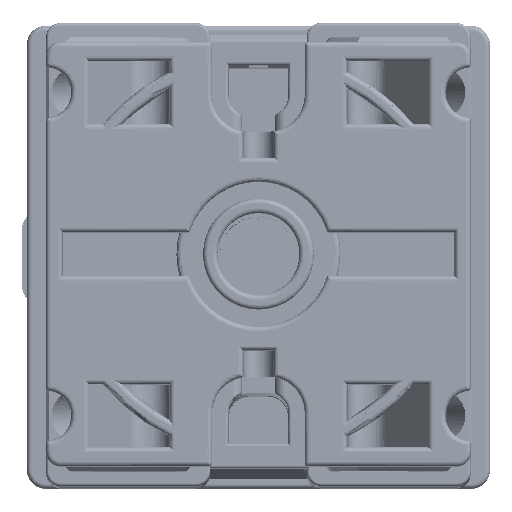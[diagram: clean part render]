
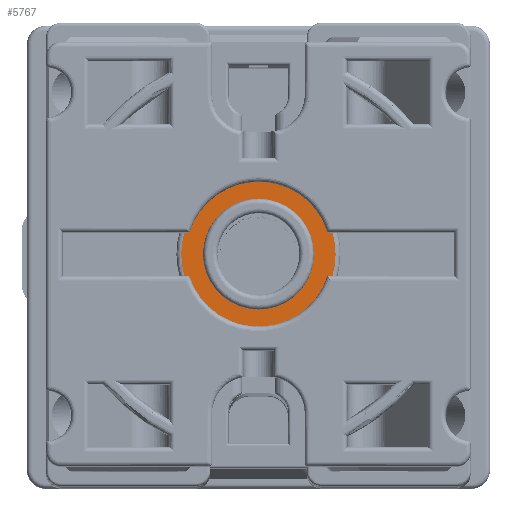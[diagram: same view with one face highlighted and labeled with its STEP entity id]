
A CAD part, top view. The second image highlights one B-rep face of the part: STEP entity #5767.
In plain terms, the highlighted planar face has unit normal (0, 0, 1).
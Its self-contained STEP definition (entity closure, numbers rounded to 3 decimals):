
#5490 = EDGE_CURVE ( 'NONE', #59036, #58971, #20674, .T. ) ;
#5497 = EDGE_CURVE ( 'NONE', #31933, #31937, #20689, .T. ) ;
#5499 = EDGE_CURVE ( 'NONE', #58995, #58969, #20699, .T. ) ;
#5501 = EDGE_CURVE ( 'NONE', #58953, #58969, #20695, .T. ) ;
#5503 = EDGE_CURVE ( 'NONE', #58949, #58953, #20697, .T. ) ;
#5505 = EDGE_CURVE ( 'NONE', #58949, #58933, #20718, .T. ) ;
#5507 = EDGE_CURVE ( 'NONE', #58989, #58933, #20741, .T. ) ;
#5509 = EDGE_CURVE ( 'NONE', #59036, #58989, #20747, .T. ) ;
#5511 = EDGE_CURVE ( 'NONE', #58971, #58995, #20753, .T. ) ;
#5767 = ADVANCED_FACE ( 'NONE', ( #21911, #21919 ), #24160, .T. ) ;
#20674 = CIRCLE ( 'NONE', #67506, 7.5 ) ;
#20689 = CIRCLE ( 'NONE', #67511, 5.75 ) ;
#20695 = LINE ( 'NONE', #71003, #20703 ) ;
#20697 = CIRCLE ( 'NONE', #67513, 7.5 ) ;
#20699 = CIRCLE ( 'NONE', #67514, 8. ) ;
#20703 = VECTOR ( 'NONE', #71005, 1000. ) ;
#20714 = VECTOR ( 'NONE', #71034, 1000. ) ;
#20718 = LINE ( 'NONE', #71032, #20714 ) ;
#20741 = CIRCLE ( 'NONE', #67519, 8. ) ;
#20743 = VECTOR ( 'NONE', #71062, 1000. ) ;
#20745 = VECTOR ( 'NONE', #71074, 1000. ) ;
#20747 = LINE ( 'NONE', #71061, #20743 ) ;
#20753 = LINE ( 'NONE', #71072, #20745 ) ;
#21911 = FACE_BOUND ( 'NONE', #25079, .T. ) ;
#21919 = FACE_OUTER_BOUND ( 'NONE', #25102, .T. ) ;
#24152 = CARTESIAN_POINT ( 'NONE',  ( 0., 0., 5.2 ) ) ;
#24160 = PLANE ( 'NONE',  #67715 ) ;
#24162 = DIRECTION ( 'NONE',  ( 0., 0., 1. ) ) ;
#24163 = DIRECTION ( 'NONE',  ( 1., 0., 0. ) ) ;
#25079 = EDGE_LOOP ( 'NONE', ( #45612, #45613 ) ) ;
#25102 = EDGE_LOOP ( 'NONE', ( #45614, #45615, #45616, #45617, #45618, #45619, #45620, #45621 ) ) ;
#30387 = EDGE_CURVE ( 'NONE', #31937, #31933, #75953, .T. ) ;
#31933 = VERTEX_POINT ( 'NONE', #34766 ) ;
#31937 = VERTEX_POINT ( 'NONE', #34773 ) ;
#34766 = CARTESIAN_POINT ( 'NONE',  ( -5.75, 0., 5.2 ) ) ;
#34773 = CARTESIAN_POINT ( 'NONE',  ( 5.75, 0., 5.2 ) ) ;
#39758 = CARTESIAN_POINT ( 'NONE',  ( 7.677, -2.25, 5.2 ) ) ;
#39772 = CARTESIAN_POINT ( 'NONE',  ( 7.155, -2.25, 5.2 ) ) ;
#39776 = CARTESIAN_POINT ( 'NONE',  ( -7.155, -2.25, 5.2 ) ) ;
#39804 = CARTESIAN_POINT ( 'NONE',  ( -7.677, -2.25, 5.2 ) ) ;
#39808 = CARTESIAN_POINT ( 'NONE',  ( -7.155, 2.25, 5.2 ) ) ;
#39833 = CARTESIAN_POINT ( 'NONE',  ( 7.677, 2.25, 5.2 ) ) ;
#39839 = CARTESIAN_POINT ( 'NONE',  ( -7.677, 2.25, 5.2 ) ) ;
#39880 = CARTESIAN_POINT ( 'NONE',  ( 7.155, 2.25, 5.2 ) ) ;
#45612 = ORIENTED_EDGE ( 'NONE', *, *, #30387, .F. ) ;
#45613 = ORIENTED_EDGE ( 'NONE', *, *, #5497, .F. ) ;
#45614 = ORIENTED_EDGE ( 'NONE', *, *, #5499, .T. ) ;
#45615 = ORIENTED_EDGE ( 'NONE', *, *, #5501, .F. ) ;
#45616 = ORIENTED_EDGE ( 'NONE', *, *, #5503, .F. ) ;
#45617 = ORIENTED_EDGE ( 'NONE', *, *, #5505, .T. ) ;
#45618 = ORIENTED_EDGE ( 'NONE', *, *, #5507, .F. ) ;
#45619 = ORIENTED_EDGE ( 'NONE', *, *, #5509, .F. ) ;
#45620 = ORIENTED_EDGE ( 'NONE', *, *, #5490, .T. ) ;
#45621 = ORIENTED_EDGE ( 'NONE', *, *, #5511, .T. ) ;
#58933 = VERTEX_POINT ( 'NONE', #39758 ) ;
#58949 = VERTEX_POINT ( 'NONE', #39772 ) ;
#58953 = VERTEX_POINT ( 'NONE', #39776 ) ;
#58969 = VERTEX_POINT ( 'NONE', #39804 ) ;
#58971 = VERTEX_POINT ( 'NONE', #39808 ) ;
#58989 = VERTEX_POINT ( 'NONE', #39833 ) ;
#58995 = VERTEX_POINT ( 'NONE', #39839 ) ;
#59036 = VERTEX_POINT ( 'NONE', #39880 ) ;
#61112 = AXIS2_PLACEMENT_3D ( 'NONE', #77929, #77931, #77933 ) ;
#67506 = AXIS2_PLACEMENT_3D ( 'NONE', #70930, #70932, #70934 ) ;
#67511 = AXIS2_PLACEMENT_3D ( 'NONE', #70979, #70981, #70983 ) ;
#67513 = AXIS2_PLACEMENT_3D ( 'NONE', #71018, #71020, #71022 ) ;
#67514 = AXIS2_PLACEMENT_3D ( 'NONE', #70993, #70995, #70996 ) ;
#67519 = AXIS2_PLACEMENT_3D ( 'NONE', #71048, #71050, #71051 ) ;
#67715 = AXIS2_PLACEMENT_3D ( 'NONE', #24152, #24162, #24163 ) ;
#70930 = CARTESIAN_POINT ( 'NONE',  ( 0., 0., 5.2 ) ) ;
#70932 = DIRECTION ( 'NONE',  ( 0., 0., 1. ) ) ;
#70934 = DIRECTION ( 'NONE',  ( 1., 0., 0. ) ) ;
#70979 = CARTESIAN_POINT ( 'NONE',  ( 0., 0., 5.2 ) ) ;
#70981 = DIRECTION ( 'NONE',  ( 0., 0., 1. ) ) ;
#70983 = DIRECTION ( 'NONE',  ( 1., 0., 0. ) ) ;
#70993 = CARTESIAN_POINT ( 'NONE',  ( 0., 0., 5.2 ) ) ;
#70995 = DIRECTION ( 'NONE',  ( 0., 0., 1. ) ) ;
#70996 = DIRECTION ( 'NONE',  ( 1., 0., 0. ) ) ;
#71003 = CARTESIAN_POINT ( 'NONE',  ( -12.099, -2.25, 5.2 ) ) ;
#71005 = DIRECTION ( 'NONE',  ( -1., 0., 0. ) ) ;
#71018 = CARTESIAN_POINT ( 'NONE',  ( 0., 0., 5.2 ) ) ;
#71020 = DIRECTION ( 'NONE',  ( 0., 0., -1. ) ) ;
#71022 = DIRECTION ( 'NONE',  ( 1., 0., 0. ) ) ;
#71032 = CARTESIAN_POINT ( 'NONE',  ( 12.099, -2.25, 5.2 ) ) ;
#71034 = DIRECTION ( 'NONE',  ( 1., 0., 0. ) ) ;
#71048 = CARTESIAN_POINT ( 'NONE',  ( 0., 0., 5.2 ) ) ;
#71050 = DIRECTION ( 'NONE',  ( 0., 0., -1. ) ) ;
#71051 = DIRECTION ( 'NONE',  ( -1., 0., 0. ) ) ;
#71061 = CARTESIAN_POINT ( 'NONE',  ( 12.099, 2.25, 5.2 ) ) ;
#71062 = DIRECTION ( 'NONE',  ( 1., 0., 0. ) ) ;
#71072 = CARTESIAN_POINT ( 'NONE',  ( -12.099, 2.25, 5.2 ) ) ;
#71074 = DIRECTION ( 'NONE',  ( -1., 0., 0. ) ) ;
#75953 = CIRCLE ( 'NONE', #61112, 5.75 ) ;
#77929 = CARTESIAN_POINT ( 'NONE',  ( 0., 0., 5.2 ) ) ;
#77931 = DIRECTION ( 'NONE',  ( 0., 0., 1. ) ) ;
#77933 = DIRECTION ( 'NONE',  ( 1., 0., 0. ) ) ;
